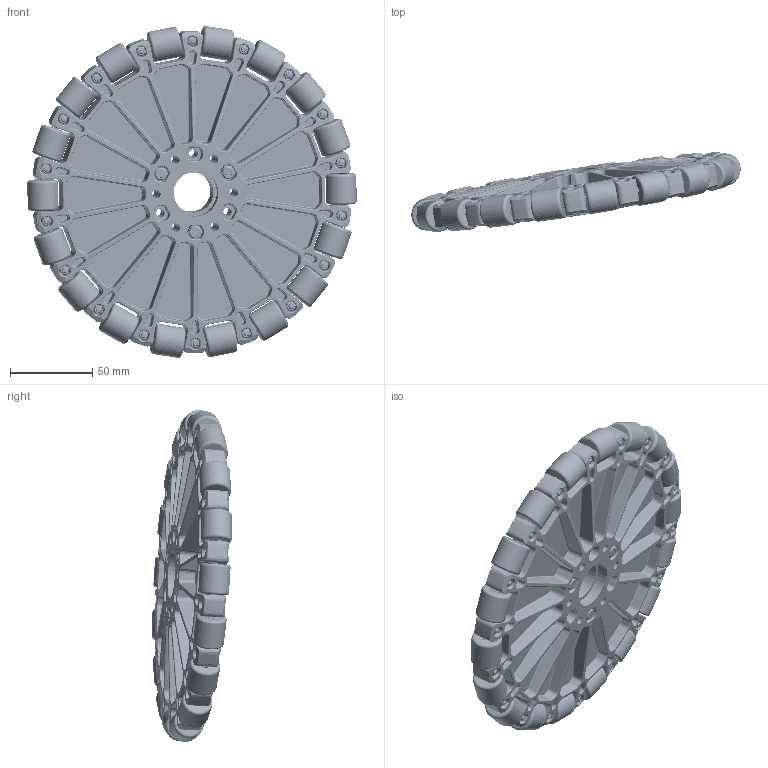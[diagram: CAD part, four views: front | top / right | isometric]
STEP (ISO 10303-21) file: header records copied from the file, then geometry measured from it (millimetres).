
FILE_DESCRIPTION (( 'STEP AP203' ), '1' );
FILE_NAME ('8 Molded Trick Wheel.STEP', '2012-10-08T13:24:50', ( '' ), ( '' ), 'SwSTEP 2.0', 'SolidWorks 2010', '' );
FILE_SCHEMA (( 'CONFIG_CONTROL_DESIGN' ));
Length unit declared in the file: inch
Products named in the file (10): 8 Molded Trick Wheel; 8 Molded Trick Plate; Omni roller; Roller Rubber Omni; Bushing Omni; Axel Omni; SHCS M3 x 10mm; M5 Nylock Nut; SHCS M5 x 20mm; M3 x 0.5 Nylock Nut
Assembly tree (66 placements, depth 3):
  8 Molded Trick Wheel
    Omni roller  x18
      Axel Omni
      Bushing Omni
      Roller Rubber Omni
    SHCS M3 x 10mm  x18
    M3 x 0.5 Nylock Nut  x18
    M5 Nylock Nut  x3
    SHCS M5 x 20mm  x3
    8 Molded Trick Plate  x2
Bounding box: 199.76 x 48.21 x 201.43 mm (x, y, z)
Volume: 342442.8 mm3; surface area: 211587.1 mm2
Topology: 116 solids, 116 shells, 6494 faces, 15424 edges, 9298 vertices
Faces by surface type: torus 1426, plane 1314, cylinder 1312, bspline 1224, cone 1218
Entity records: 139434 total; most frequent: CARTESIAN_POINT 79991, ORIENTED_EDGE 12462, DIRECTION 11340, EDGE_CURVE 6231, AXIS2_PLACEMENT_3D 4825, VERTEX_POINT 3756, CIRCLE 2842, EDGE_LOOP 2629
